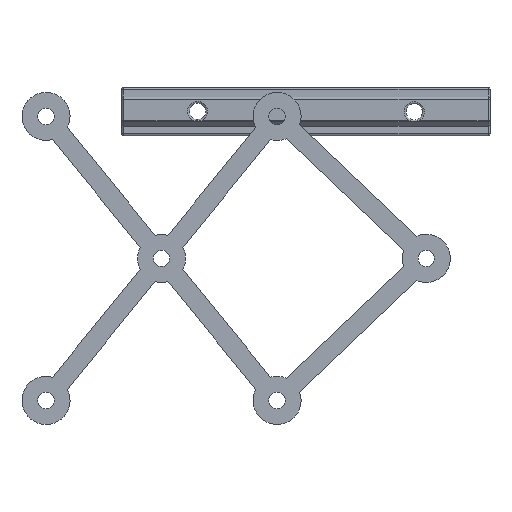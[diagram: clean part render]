
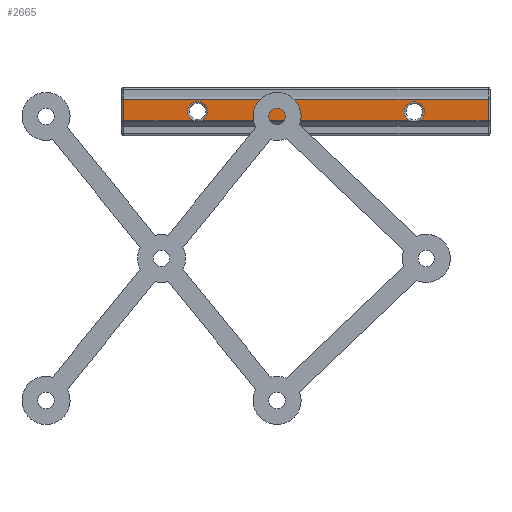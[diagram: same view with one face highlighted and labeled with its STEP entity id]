
A CAD part, front view. The second image highlights one B-rep face of the part: STEP entity #2665.
In plain terms, the highlighted planar face has unit normal (0, -1, 0).
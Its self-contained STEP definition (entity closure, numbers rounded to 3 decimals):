
#187=PLANE('',#2998);
#345=FACE_OUTER_BOUND('',#525,.T.);
#525=EDGE_LOOP('',(#2350,#2351,#2352,#2353,#2354,#2355,#2356,#2357));
#611=LINE('',#7112,#763);
#613=LINE('',#7120,#765);
#614=LINE('',#7147,#766);
#642=LINE('',#7480,#794);
#675=LINE('',#8023,#827);
#677=LINE('',#8026,#829);
#763=VECTOR('',#3306,10.);
#765=VECTOR('',#3312,10.);
#766=VECTOR('',#3313,10.);
#794=VECTOR('',#3541,10.);
#827=VECTOR('',#3720,10.);
#829=VECTOR('',#3724,10.);
#923=CIRCLE('',#2808,2.1);
#929=CIRCLE('',#2817,2.1);
#1159=VERTEX_POINT('',#7083);
#1162=VERTEX_POINT('',#7098);
#1163=VERTEX_POINT('',#7111);
#1166=VERTEX_POINT('',#7117);
#1167=VERTEX_POINT('',#7119);
#1169=VERTEX_POINT('',#7134);
#1224=VERTEX_POINT('',#7467);
#1226=VERTEX_POINT('',#7473);
#1451=EDGE_CURVE('',#1162,#1159,#923,.T.);
#1452=EDGE_CURVE('',#1159,#1163,#611,.T.);
#1456=EDGE_CURVE('',#1166,#1167,#613,.T.);
#1459=EDGE_CURVE('',#1169,#1162,#614,.T.);
#1464=EDGE_CURVE('',#1167,#1169,#929,.T.);
#1558=EDGE_CURVE('',#1226,#1166,#642,.T.);
#1635=EDGE_CURVE('',#1224,#1226,#675,.T.);
#1637=EDGE_CURVE('',#1163,#1224,#677,.T.);
#2350=ORIENTED_EDGE('',*,*,#1451,.F.);
#2351=ORIENTED_EDGE('',*,*,#1459,.F.);
#2352=ORIENTED_EDGE('',*,*,#1464,.F.);
#2353=ORIENTED_EDGE('',*,*,#1456,.F.);
#2354=ORIENTED_EDGE('',*,*,#1558,.F.);
#2355=ORIENTED_EDGE('',*,*,#1635,.F.);
#2356=ORIENTED_EDGE('',*,*,#1637,.F.);
#2357=ORIENTED_EDGE('',*,*,#1452,.F.);
#2665=ADVANCED_FACE('',(#345),#187,.T.);
#2808=AXIS2_PLACEMENT_3D('',#7109,#3302,#3303);
#2817=AXIS2_PLACEMENT_3D('',#7156,#3325,#3326);
#2998=AXIS2_PLACEMENT_3D('',#8058,#3764,#3765);
#3302=DIRECTION('center_axis',(0.,-1.,0.));
#3303=DIRECTION('ref_axis',(0.,0.,1.));
#3306=DIRECTION('',(-1.,0.,0.));
#3312=DIRECTION('',(-1.,0.,0.));
#3313=DIRECTION('',(-1.,0.,0.));
#3325=DIRECTION('center_axis',(0.,-1.,0.));
#3326=DIRECTION('ref_axis',(0.,0.,1.));
#3541=DIRECTION('',(0.,0.,-1.));
#3720=DIRECTION('',(1.,0.,0.));
#3724=DIRECTION('',(0.,0.,1.));
#3764=DIRECTION('center_axis',(0.,-1.,0.));
#3765=DIRECTION('ref_axis',(0.,0.,1.));
#7083=CARTESIAN_POINT('',(-20.411,-1.,28.666));
#7098=CARTESIAN_POINT('',(-18.589,-1.,28.666));
#7109=CARTESIAN_POINT('Origin',(-19.5,-1.,30.558));
#7111=CARTESIAN_POINT('',(-34.85,-1.,28.666));
#7112=CARTESIAN_POINT('',(41.25,-1.,28.666));
#7117=CARTESIAN_POINT('',(40.85,-1.,28.666));
#7119=CARTESIAN_POINT('',(26.62,-1.,28.666));
#7120=CARTESIAN_POINT('',(41.25,-1.,28.666));
#7134=CARTESIAN_POINT('',(24.38,-1.,28.666));
#7147=CARTESIAN_POINT('',(41.25,-1.,28.666));
#7156=CARTESIAN_POINT('Origin',(25.5,-1.,30.442));
#7467=CARTESIAN_POINT('',(-34.85,-1.,33.1));
#7473=CARTESIAN_POINT('',(40.85,-1.,33.1));
#7480=CARTESIAN_POINT('',(40.85,-1.,29.));
#8023=CARTESIAN_POINT('',(41.25,-1.,33.1));
#8026=CARTESIAN_POINT('',(-34.85,-1.,29.));
#8058=CARTESIAN_POINT('Origin',(41.25,-1.,27.5));
